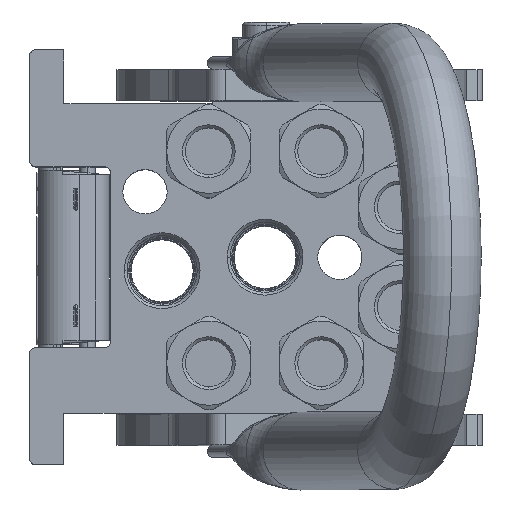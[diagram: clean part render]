
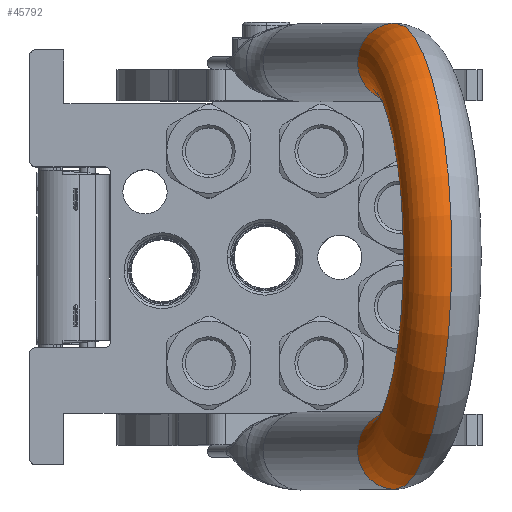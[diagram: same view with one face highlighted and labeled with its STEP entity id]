
A CAD part, top view. The second image highlights one B-rep face of the part: STEP entity #45792.
In plain terms, the highlighted toroidal (fillet/blend) face has major radius 62.25 mm and minor radius 12.5 mm.
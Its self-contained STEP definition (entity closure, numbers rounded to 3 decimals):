
#4534 = ORIENTED_EDGE ( 'NONE', *, *, #79653, .F. ) ;
#5270 = CARTESIAN_POINT ( 'NONE',  ( -62.25, 0., 125.25 ) ) ;
#5646 = AXIS2_PLACEMENT_3D ( 'NONE', #69508, #100815, #79537 ) ;
#9598 = VERTEX_POINT ( 'NONE', #69933 ) ;
#13711 = DIRECTION ( 'NONE',  ( 0., 1., 0. ) ) ;
#13998 = CARTESIAN_POINT ( 'NONE',  ( 49.75, 0., 125.25 ) ) ;
#14764 = CIRCLE ( 'NONE', #5646, 12.5 ) ;
#14978 = DIRECTION ( 'NONE',  ( 1., 0., 0. ) ) ;
#15263 = DIRECTION ( 'NONE',  ( 1., 0., 0. ) ) ;
#21110 = VERTEX_POINT ( 'NONE', #13998 ) ;
#22538 = DIRECTION ( 'NONE',  ( -1., 0., 0. ) ) ;
#27511 = AXIS2_PLACEMENT_3D ( 'NONE', #5270, #74869, #15263 ) ;
#28836 = EDGE_CURVE ( 'NONE', #61776, #9598, #128390, .T. ) ;
#30461 = VERTEX_POINT ( 'NONE', #81053 ) ;
#39109 = EDGE_CURVE ( 'NONE', #30461, #61776, #62621, .T. ) ;
#45792 = ADVANCED_FACE ( 'NONE', ( #67099 ), #120083, .T. ) ;
#53710 = CIRCLE ( 'NONE', #91964, 49.75 ) ;
#61776 = VERTEX_POINT ( 'NONE', #74614 ) ;
#62621 = CIRCLE ( 'NONE', #27511, 12.5 ) ;
#67099 = FACE_OUTER_BOUND ( 'NONE', #102745, .T. ) ;
#69508 = CARTESIAN_POINT ( 'NONE',  ( 62.25, 0., 125.25 ) ) ;
#69933 = CARTESIAN_POINT ( 'NONE',  ( 74.75, 0., 125.25 ) ) ;
#73435 = CARTESIAN_POINT ( 'NONE',  ( 0., 0., 125.25 ) ) ;
#74614 = CARTESIAN_POINT ( 'NONE',  ( -74.75, 0., 125.25 ) ) ;
#74869 = DIRECTION ( 'NONE',  ( 0., 0., 1. ) ) ;
#78792 = AXIS2_PLACEMENT_3D ( 'NONE', #104606, #13711, #14978 ) ;
#79537 = DIRECTION ( 'NONE',  ( -1., 0., 0. ) ) ;
#79653 = EDGE_CURVE ( 'NONE', #30461, #21110, #53710, .T. ) ;
#81003 = DIRECTION ( 'NONE',  ( -1., 0., 0. ) ) ;
#81053 = CARTESIAN_POINT ( 'NONE',  ( -49.75, 0., 125.25 ) ) ;
#82146 = DIRECTION ( 'NONE',  ( 0., 1., 0. ) ) ;
#91866 = CARTESIAN_POINT ( 'NONE',  ( 0., 0., 125.25 ) ) ;
#91964 = AXIS2_PLACEMENT_3D ( 'NONE', #91866, #101892, #81003 ) ;
#94371 = ORIENTED_EDGE ( 'NONE', *, *, #98773, .F. ) ;
#94412 = AXIS2_PLACEMENT_3D ( 'NONE', #73435, #82146, #22538 ) ;
#98773 = EDGE_CURVE ( 'NONE', #21110, #9598, #14764, .T. ) ;
#100815 = DIRECTION ( 'NONE',  ( 0., 0., -1. ) ) ;
#101892 = DIRECTION ( 'NONE',  ( 0., 1., 0. ) ) ;
#102745 = EDGE_LOOP ( 'NONE', ( #113882, #94371, #4534, #119430 ) ) ;
#104606 = CARTESIAN_POINT ( 'NONE',  ( 0., 0., 125.25 ) ) ;
#113882 = ORIENTED_EDGE ( 'NONE', *, *, #28836, .T. ) ;
#119430 = ORIENTED_EDGE ( 'NONE', *, *, #39109, .T. ) ;
#120083 = TOROIDAL_SURFACE ( 'NONE', #78792, 62.25, 12.5 ) ;
#128390 = CIRCLE ( 'NONE', #94412, 74.75 ) ;
